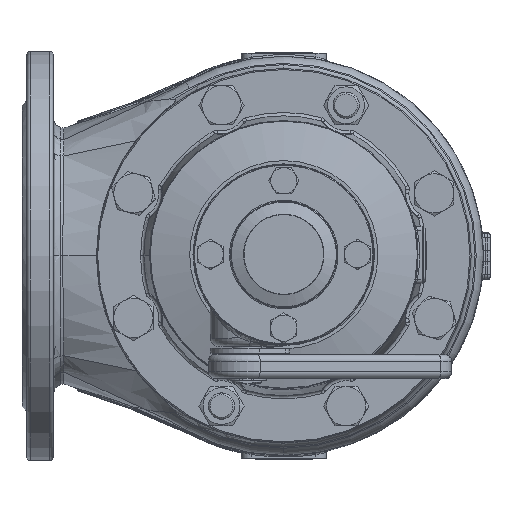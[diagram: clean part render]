
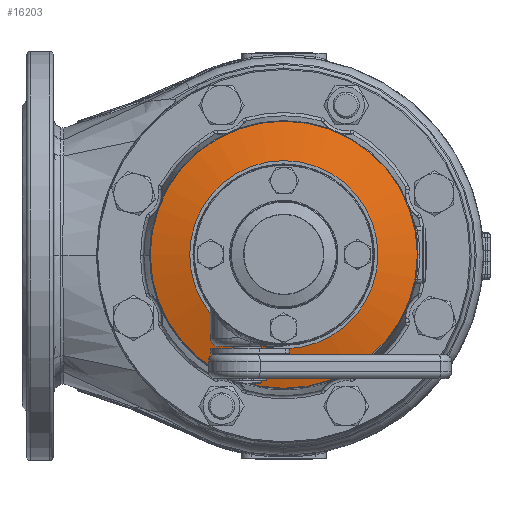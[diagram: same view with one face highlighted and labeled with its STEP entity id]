
A CAD part, top view. The second image highlights one B-rep face of the part: STEP entity #16203.
In plain terms, the highlighted conical face has half-angle 75 degrees and reference radius 57.5 mm.
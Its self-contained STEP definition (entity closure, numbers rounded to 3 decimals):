
#15621=CARTESIAN_POINT('',(81.629,0.,440.535));
#15622=VERTEX_POINT('',#15621);
#15649=CARTESIAN_POINT('',(-81.629,-0.,440.535));
#15650=VERTEX_POINT('',#15649);
#15651=CARTESIAN_POINT('',(0.,-0.,440.535));
#15652=DIRECTION('',(0.,-0.,1.));
#15653=DIRECTION('',(1.,0.,0.));
#15654=AXIS2_PLACEMENT_3D('',#15651,#15652,#15653);
#15655=CIRCLE('',#15654,81.629);
#15656=EDGE_CURVE('NONE',#15650,#15622,#15655,.T.);
#15658=CARTESIAN_POINT('',(0.,-0.,440.535));
#15659=DIRECTION('',(0.,-0.,1.));
#15660=DIRECTION('',(1.,0.,0.));
#15661=AXIS2_PLACEMENT_3D('',#15658,#15659,#15660);
#15662=CIRCLE('',#15661,81.629);
#15663=EDGE_CURVE('NONE',#15622,#15650,#15662,.T.);
#16169=CARTESIAN_POINT('',(0.,-0.,447.));
#16170=DIRECTION('',(0.,0.,-1.));
#16171=DIRECTION('',(-1.,-0.,-0.));
#16172=AXIS2_PLACEMENT_3D('',#16169,#16170,#16171);
#16173=CONICAL_SURFACE('',#16172,57.5,75.);
#16174=CARTESIAN_POINT('',(-57.5,-0.,447.));
#16175=VERTEX_POINT('',#16174);
#16176=CARTESIAN_POINT('',(-81.629,-0.,440.535));
#16177=DIRECTION('',(0.966,0.,0.259));
#16178=VECTOR('',#16177,24.981);
#16179=LINE('',#16176,#16178);
#16180=EDGE_CURVE('',#15650,#16175,#16179,.T.);
#16181=ORIENTED_EDGE('',*,*,#16180,.T.);
#16182=CARTESIAN_POINT('',(57.5,0.,447.));
#16183=VERTEX_POINT('',#16182);
#16184=CARTESIAN_POINT('',(0.,-0.,447.));
#16185=DIRECTION('',(0.,0.,-1.));
#16186=DIRECTION('',(-1.,-0.,-0.));
#16187=AXIS2_PLACEMENT_3D('',#16184,#16185,#16186);
#16188=CIRCLE('',#16187,57.5);
#16189=EDGE_CURVE('NONE',#16175,#16183,#16188,.T.);
#16190=ORIENTED_EDGE('',*,*,#16189,.T.);
#16191=CARTESIAN_POINT('',(0.,-0.,447.));
#16192=DIRECTION('',(0.,0.,-1.));
#16193=DIRECTION('',(-1.,-0.,-0.));
#16194=AXIS2_PLACEMENT_3D('',#16191,#16192,#16193);
#16195=CIRCLE('',#16194,57.5);
#16196=EDGE_CURVE('NONE',#16183,#16175,#16195,.T.);
#16197=ORIENTED_EDGE('',*,*,#16196,.T.);
#16198=ORIENTED_EDGE('',*,*,#16180,.F.);
#16199=ORIENTED_EDGE('',*,*,#15656,.T.);
#16200=ORIENTED_EDGE('',*,*,#15663,.T.);
#16201=EDGE_LOOP('',(#16181,#16190,#16197,#16198,#16199,#16200));
#16202=FACE_BOUND('',#16201,.T.);
#16203=ADVANCED_FACE('NONE',(#16202),#16173,.T.);
